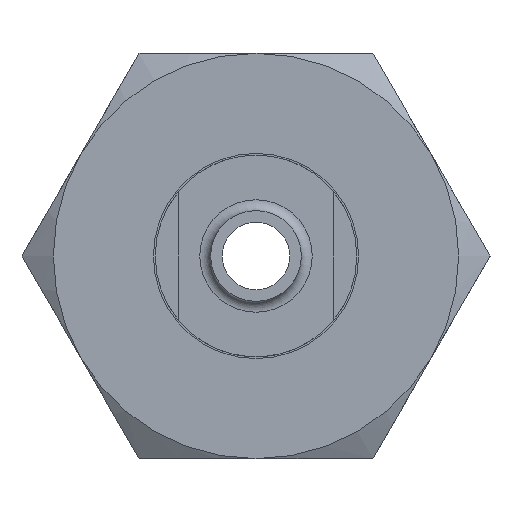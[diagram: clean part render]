
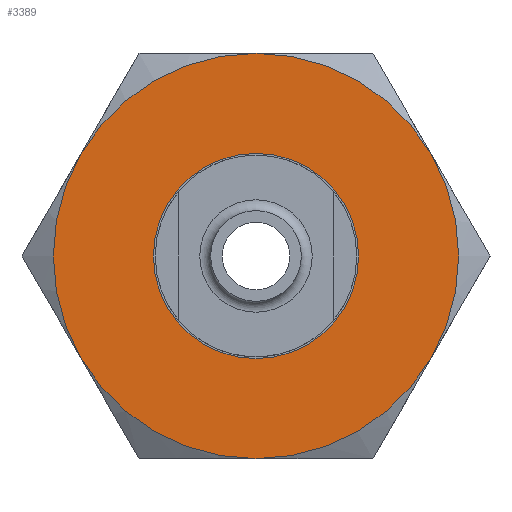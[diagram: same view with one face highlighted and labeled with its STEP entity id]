
A CAD part, left-side view. The second image highlights one B-rep face of the part: STEP entity #3389.
In plain terms, the highlighted planar face has unit normal (-1, 0, 0).
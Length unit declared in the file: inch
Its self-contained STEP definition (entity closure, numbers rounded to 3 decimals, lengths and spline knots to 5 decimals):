
#106 = ORIENTED_EDGE ( 'NONE', *, *, #1556, .T. ) ;
#285 = VERTEX_POINT ( 'NONE', #2653 ) ;
#556 = CARTESIAN_POINT ( 'NONE',  ( -0.9445, 0., 0. ) ) ;
#696 = DIRECTION ( 'NONE',  ( -1., 0., 0. ) ) ;
#922 = AXIS2_PLACEMENT_3D ( 'NONE', #4581, #696, #4492 ) ;
#1301 = ORIENTED_EDGE ( 'NONE', *, *, #2117, .T. ) ;
#1520 = DIRECTION ( 'NONE',  ( 0., 0., 1. ) ) ;
#1556 = EDGE_CURVE ( 'NONE', #3711, #4624, #2036, .T. ) ;
#1597 = ORIENTED_EDGE ( 'NONE', *, *, #6291, .T. ) ;
#1696 = ORIENTED_EDGE ( 'NONE', *, *, #5983, .T. ) ;
#1718 = CARTESIAN_POINT ( 'NONE',  ( -0.9445, -0.48714, 0.28125 ) ) ;
#1848 = CARTESIAN_POINT ( 'NONE',  ( -0.9445, 0.48714, 0.28125 ) ) ;
#1918 = EDGE_CURVE ( 'NONE', #5263, #3711, #4236, .T. ) ;
#2036 = CIRCLE ( 'NONE', #2856, 0.5625 ) ;
#2099 = DIRECTION ( 'NONE',  ( -1., 0., 0. ) ) ;
#2116 = CIRCLE ( 'NONE', #5317, 0.5625 ) ;
#2117 = EDGE_CURVE ( 'NONE', #4624, #6252, #4547, .T. ) ;
#2258 = CARTESIAN_POINT ( 'NONE',  ( -0.9445, 0.48714, -0.28125 ) ) ;
#2353 = EDGE_CURVE ( 'NONE', #3445, #3445, #3426, .T. ) ;
#2370 = ORIENTED_EDGE ( 'NONE', *, *, #2353, .T. ) ;
#2534 = DIRECTION ( 'NONE',  ( 1., 0., 0. ) ) ;
#2578 = VERTEX_POINT ( 'NONE', #2258 ) ;
#2653 = CARTESIAN_POINT ( 'NONE',  ( -0.9445, 0., -0.5625 ) ) ;
#2721 = ORIENTED_EDGE ( 'NONE', *, *, #1918, .T. ) ;
#2856 = AXIS2_PLACEMENT_3D ( 'NONE', #5393, #2099, #1520 ) ;
#3031 = DIRECTION ( 'NONE',  ( -1., 0., 0. ) ) ;
#3113 = DIRECTION ( 'NONE',  ( 0., 0., -1. ) ) ;
#3389 = ADVANCED_FACE ( 'NONE', ( #7987, #4843 ), #7111, .F. ) ;
#3426 = CIRCLE ( 'NONE', #4660, 0.28475 ) ;
#3445 = VERTEX_POINT ( 'NONE', #4178 ) ;
#3711 = VERTEX_POINT ( 'NONE', #1718 ) ;
#3823 = CIRCLE ( 'NONE', #922, 0.5625 ) ;
#4178 = CARTESIAN_POINT ( 'NONE',  ( -0.9445, 0., -0.28475 ) ) ;
#4236 = CIRCLE ( 'NONE', #6711, 0.5625 ) ;
#4373 = ORIENTED_EDGE ( 'NONE', *, *, #6173, .T. ) ;
#4409 = CARTESIAN_POINT ( 'NONE',  ( -0.9445, 0., 0. ) ) ;
#4492 = DIRECTION ( 'NONE',  ( 0., 0., 1. ) ) ;
#4547 = CIRCLE ( 'NONE', #7595, 0.5625 ) ;
#4581 = CARTESIAN_POINT ( 'NONE',  ( -0.9445, 0., 0. ) ) ;
#4624 = VERTEX_POINT ( 'NONE', #4737 ) ;
#4660 = AXIS2_PLACEMENT_3D ( 'NONE', #5706, #2534, #8342 ) ;
#4737 = CARTESIAN_POINT ( 'NONE',  ( -0.9445, 0., 0.5625 ) ) ;
#4843 = FACE_OUTER_BOUND ( 'NONE', #7370, .T. ) ;
#5074 = DIRECTION ( 'NONE',  ( -1., 0., 0. ) ) ;
#5161 = EDGE_LOOP ( 'NONE', ( #2370 ) ) ;
#5263 = VERTEX_POINT ( 'NONE', #6411 ) ;
#5317 = AXIS2_PLACEMENT_3D ( 'NONE', #556, #3031, #7621 ) ;
#5393 = CARTESIAN_POINT ( 'NONE',  ( -0.9445, 0., 0. ) ) ;
#5406 = DIRECTION ( 'NONE',  ( -1., 0., 0. ) ) ;
#5468 = CARTESIAN_POINT ( 'NONE',  ( -0.9445, 0., 0. ) ) ;
#5706 = CARTESIAN_POINT ( 'NONE',  ( -0.9445, 0., 0. ) ) ;
#5723 = DIRECTION ( 'NONE',  ( 1., 0., 0. ) ) ;
#5983 = EDGE_CURVE ( 'NONE', #2578, #285, #3823, .T. ) ;
#6173 = EDGE_CURVE ( 'NONE', #285, #5263, #2116, .T. ) ;
#6252 = VERTEX_POINT ( 'NONE', #1848 ) ;
#6291 = EDGE_CURVE ( 'NONE', #6252, #2578, #7305, .T. ) ;
#6341 = DIRECTION ( 'NONE',  ( -1., 0., 0. ) ) ;
#6411 = CARTESIAN_POINT ( 'NONE',  ( -0.9445, -0.48714, -0.28125 ) ) ;
#6709 = DIRECTION ( 'NONE',  ( 0., 0., 1. ) ) ;
#6711 = AXIS2_PLACEMENT_3D ( 'NONE', #8306, #5074, #7044 ) ;
#6956 = CARTESIAN_POINT ( 'NONE',  ( -0.9445, 0., 0. ) ) ;
#6990 = DIRECTION ( 'NONE',  ( 0., 0., 1. ) ) ;
#7044 = DIRECTION ( 'NONE',  ( 0., 0., 1. ) ) ;
#7111 = PLANE ( 'NONE',  #8018 ) ;
#7305 = CIRCLE ( 'NONE', #8203, 0.5625 ) ;
#7370 = EDGE_LOOP ( 'NONE', ( #1301, #1597, #1696, #4373, #2721, #106 ) ) ;
#7595 = AXIS2_PLACEMENT_3D ( 'NONE', #5468, #5406, #6709 ) ;
#7621 = DIRECTION ( 'NONE',  ( 0., 0., 1. ) ) ;
#7987 = FACE_BOUND ( 'NONE', #5161, .T. ) ;
#8018 = AXIS2_PLACEMENT_3D ( 'NONE', #4409, #5723, #3113 ) ;
#8203 = AXIS2_PLACEMENT_3D ( 'NONE', #6956, #6341, #6990 ) ;
#8306 = CARTESIAN_POINT ( 'NONE',  ( -0.9445, 0., 0. ) ) ;
#8342 = DIRECTION ( 'NONE',  ( 0., 0., -1. ) ) ;
